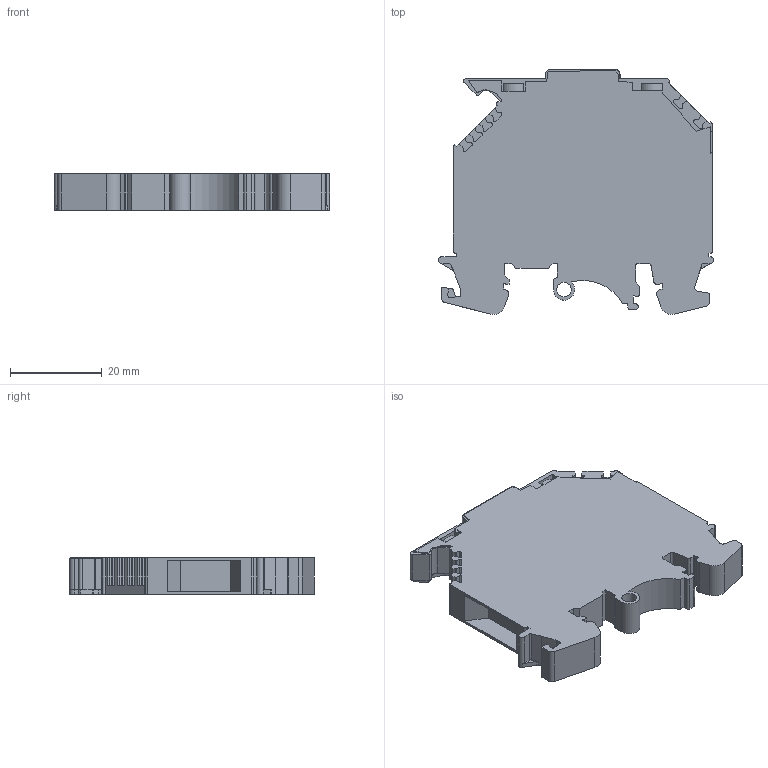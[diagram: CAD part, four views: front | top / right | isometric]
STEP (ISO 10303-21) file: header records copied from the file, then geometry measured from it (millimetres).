
FILE_DESCRIPTION( ( 'STEP AP214' ), '1' );
FILE_NAME( 'CTR4SI-EＮ-20180830.stp', '2022-12-14T12:41:17', ( ' ' ), ( ' ' ), 'XStep 1.0', ' ', ' ' );
FILE_SCHEMA( ( 'CONFIG_CONTROL_DESIGN) ( )' ) );
Length unit declared in the file: metre
Products named in the file (1): 1
Bounding box: 60 x 53.39 x 8 mm (x, y, z)
Volume: 18840.2 mm3; surface area: 8370.8 mm2
Topology: 1 solids, 4 shells, 328 faces, 941 edges, 627 vertices
Faces by surface type: plane 236, cylinder 92
Full cylindrical faces by diameter (mm): 2.236 x1, 3.2 x1, 4.4 x2
Entity records: 13276 total; most frequent: CARTESIAN_POINT 1887, ORIENTED_EDGE 1868, DIRECTION 1780, EDGE_CURVE 934, LINE 746, VECTOR 746, VERTEX_POINT 624, AXIS2_PLACEMENT_3D 517
